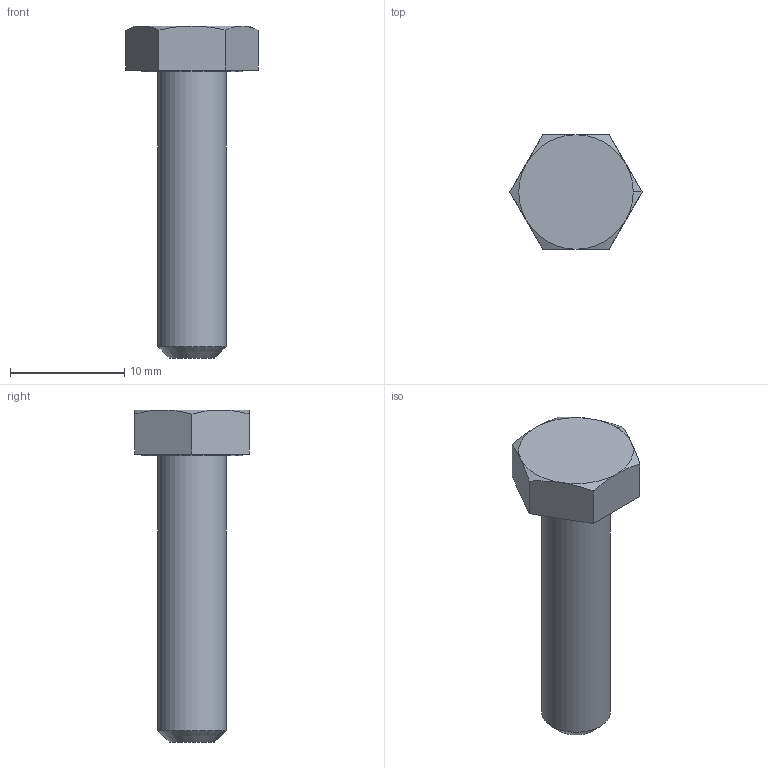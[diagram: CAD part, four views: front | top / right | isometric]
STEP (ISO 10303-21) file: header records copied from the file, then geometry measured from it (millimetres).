
FILE_DESCRIPTION(('FreeCAD Model'),'2;1');
FILE_NAME('ISO4017_Hex_Head_Screw_M6x25.step', '2013-08-03T01:08:16',('FreeCAD'),('FreeCAD'), 'Open CASCADE STEP processor 6.5','FreeCAD','Unknown');
FILE_SCHEMA(('AUTOMOTIVE_DESIGN_CC2 { 1 2 10303 214 -1 1 5 4 }'));
Length unit declared in the file: millimetre
Products named in the file (1): ISO4017_Hex_Head_Cap_Screw_M6x25
Bounding box: 11.55 x 10 x 29 mm (x, y, z)
Volume: 1040.3 mm3; surface area: 766.2 mm2
Topology: 1 solids, 1 shells, 20 faces, 40 edges, 24 vertices
Faces by surface type: plane 10, cone 8, cylinder 2
Full cylindrical faces by diameter (mm): 6 x1, 8.88 x1
Entity records: 1111 total; most frequent: CARTESIAN_POINT 299, DIRECTION 148, ORIENTED_EDGE 80, PCURVE 80, DEFINITIONAL_REPRESENTATION 80, LINE 47, VECTOR 47, AXIS2_PLACEMENT_3D 45
